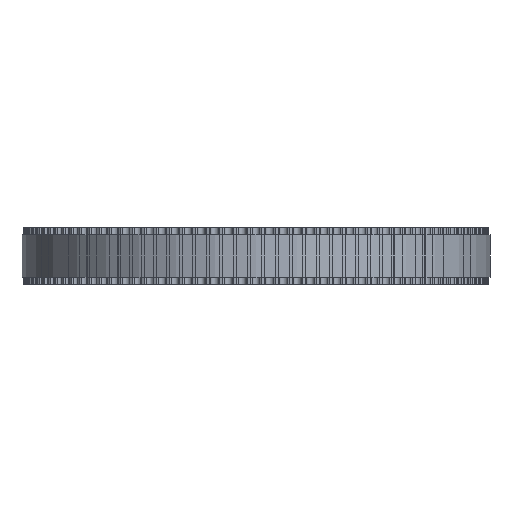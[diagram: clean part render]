
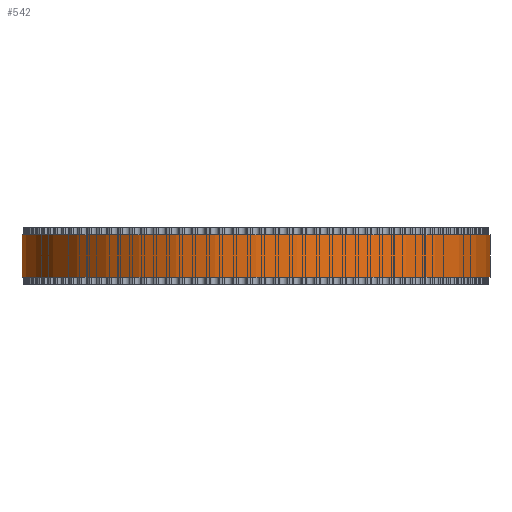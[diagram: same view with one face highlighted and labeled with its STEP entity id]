
A CAD part, front view. The second image highlights one B-rep face of the part: STEP entity #542.
In plain terms, the highlighted cylindrical face has radius 33.422 mm (diameter 66.845 mm), a full revolution.
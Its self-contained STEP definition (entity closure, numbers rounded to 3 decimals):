
#97=FACE_BOUND('',#1808,.T.);
#98=FACE_BOUND('',#1809,.T.);
#542=ADVANCED_FACE('',(#97,#98),#963,.T.);
#963=CYLINDRICAL_SURFACE('',#9383,33.423);
#1808=EDGE_LOOP('',(#5170));
#1809=EDGE_LOOP('',(#5171));
#5170=ORIENTED_EDGE('',*,*,#7274,.T.);
#5171=ORIENTED_EDGE('',*,*,#7275,.T.);
#6012=VERTEX_POINT('',#14860);
#6013=VERTEX_POINT('',#14862);
#7274=EDGE_CURVE('',#6012,#6012,#8116,.T.);
#7275=EDGE_CURVE('',#6013,#6013,#8117,.T.);
#8116=CIRCLE('',#9381,33.423);
#8117=CIRCLE('',#9382,33.423);
#9381=AXIS2_PLACEMENT_3D('',#14859,#12330,#12331);
#9382=AXIS2_PLACEMENT_3D('',#14861,#12332,#12333);
#9383=AXIS2_PLACEMENT_3D('',#14863,#12334,#12335);
#12330=DIRECTION('',(0.,0.,1.));
#12331=DIRECTION('',(1.,0.,0.));
#12332=DIRECTION('',(0.,0.,-1.));
#12333=DIRECTION('',(1.,0.,0.));
#12334=DIRECTION('',(0.,0.,1.));
#12335=DIRECTION('',(1.,0.,0.));
#14859=CARTESIAN_POINT('',(0.,0.,1.));
#14860=CARTESIAN_POINT('',(33.423,0.,1.));
#14861=CARTESIAN_POINT('',(0.,0.,7.));
#14862=CARTESIAN_POINT('',(33.423,0.,7.));
#14863=CARTESIAN_POINT('',(0.,0.,1.));
